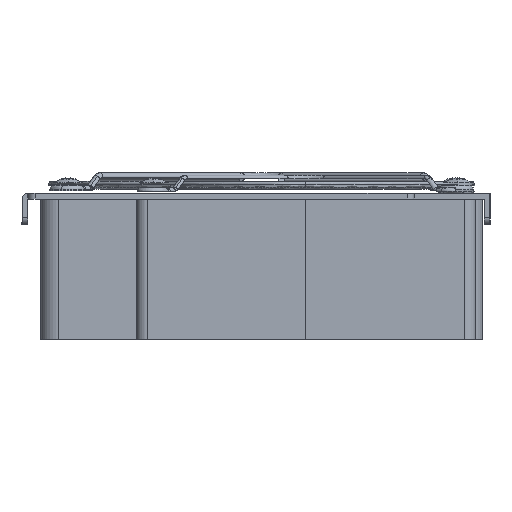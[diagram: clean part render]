
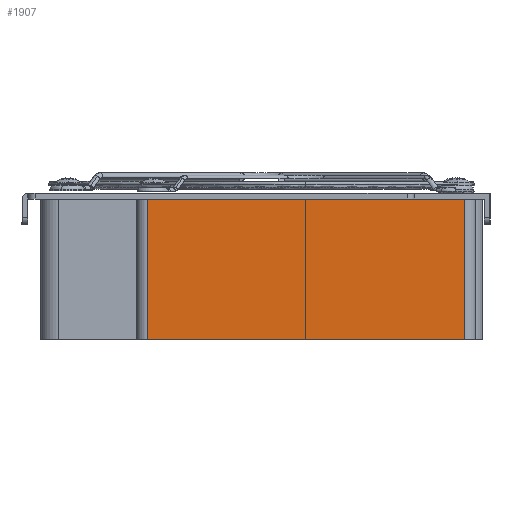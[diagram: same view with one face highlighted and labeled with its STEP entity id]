
A CAD part, left-side view. The second image highlights one B-rep face of the part: STEP entity #1907.
In plain terms, the highlighted planar face has unit normal (-1, 0, 0).
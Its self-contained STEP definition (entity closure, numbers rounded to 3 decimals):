
#1175 = VECTOR ( 'NONE', #28253, 1000. ) ;
#1907 = ADVANCED_FACE ( 'NONE', ( #7230 ), #18582, .T. ) ;
#3681 = CARTESIAN_POINT ( 'NONE',  ( -167., 29.5, 0. ) ) ;
#4080 = VECTOR ( 'NONE', #27970, 1000. ) ;
#4539 = DIRECTION ( 'NONE',  ( 0., 0., -1. ) ) ;
#4905 = VECTOR ( 'NONE', #7361, 1000. ) ;
#4969 = CARTESIAN_POINT ( 'NONE',  ( -167., -56.5, 0. ) ) ;
#4982 = LINE ( 'NONE', #27662, #26549 ) ;
#6489 = CARTESIAN_POINT ( 'NONE',  ( -167., 29.5, 0. ) ) ;
#6968 = VERTEX_POINT ( 'NONE', #10380 ) ;
#7230 = FACE_OUTER_BOUND ( 'NONE', #28261, .T. ) ;
#7361 = DIRECTION ( 'NONE',  ( 0., 0., 1. ) ) ;
#7932 = DIRECTION ( 'NONE',  ( 0., 0., 1. ) ) ;
#8107 = CARTESIAN_POINT ( 'NONE',  ( -167., -56.5, 0. ) ) ;
#8216 = DIRECTION ( 'NONE',  ( -1., 0., 0. ) ) ;
#8223 = VERTEX_POINT ( 'NONE', #25515 ) ;
#8974 = EDGE_CURVE ( 'NONE', #6968, #9107, #11757, .T. ) ;
#9072 = EDGE_CURVE ( 'NONE', #8223, #11193, #4982, .T. ) ;
#9107 = VERTEX_POINT ( 'NONE', #3681 ) ;
#10380 = CARTESIAN_POINT ( 'NONE',  ( -167., 29.5, -38. ) ) ;
#10435 = AXIS2_PLACEMENT_3D ( 'NONE', #8107, #8216, #7932 ) ;
#10563 = EDGE_CURVE ( 'NONE', #8223, #9107, #22738, .T. ) ;
#10723 = CARTESIAN_POINT ( 'NONE',  ( -167., -56.5, -38. ) ) ;
#11193 = VERTEX_POINT ( 'NONE', #10723 ) ;
#11757 = LINE ( 'NONE', #6489, #4905 ) ;
#12220 = EDGE_CURVE ( 'NONE', #11193, #6968, #20511, .T. ) ;
#18107 = ORIENTED_EDGE ( 'NONE', *, *, #12220, .F. ) ;
#18130 = ORIENTED_EDGE ( 'NONE', *, *, #10563, .T. ) ;
#18169 = ORIENTED_EDGE ( 'NONE', *, *, #9072, .F. ) ;
#18582 = PLANE ( 'NONE',  #10435 ) ;
#20511 = LINE ( 'NONE', #28466, #4080 ) ;
#22738 = LINE ( 'NONE', #4969, #1175 ) ;
#24005 = ORIENTED_EDGE ( 'NONE', *, *, #8974, .F. ) ;
#25515 = CARTESIAN_POINT ( 'NONE',  ( -167., -56.5, 0. ) ) ;
#26549 = VECTOR ( 'NONE', #4539, 1000. ) ;
#27662 = CARTESIAN_POINT ( 'NONE',  ( -167., -56.5, 0. ) ) ;
#27970 = DIRECTION ( 'NONE',  ( 0., 1., 0. ) ) ;
#28253 = DIRECTION ( 'NONE',  ( 0., 1., 0. ) ) ;
#28261 = EDGE_LOOP ( 'NONE', ( #18169, #18130, #24005, #18107 ) ) ;
#28466 = CARTESIAN_POINT ( 'NONE',  ( -167., -13.5, -38. ) ) ;
